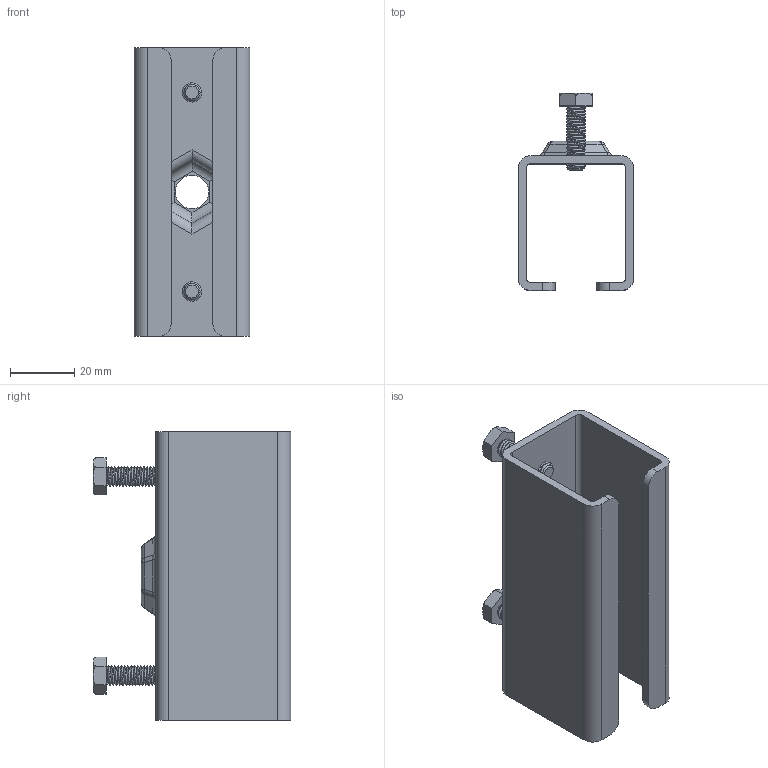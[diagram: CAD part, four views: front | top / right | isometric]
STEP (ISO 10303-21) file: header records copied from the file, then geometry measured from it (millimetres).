
FILE_DESCRIPTION((''),'2;1');
FILE_NAME('3531M.stp','2011-03-15T16:46:07',('Didierr'),(''),'Autodesk Inventor 2011','Autodesk Inventor 2011','');
FILE_SCHEMA(('AUTOMOTIVE_DESIGN { 1 0 10303 214 1 1 1 1 }'));
Length unit declared in the file: millimetre
Products named in the file (5): 3531M; 15301; VIS TH M6x20; vis TH M6x20 helicoidal; vis TH M6x20 corps
Assembly tree (5 placements, depth 3):
  3531M
    15301
    VIS TH M6x20  x2
      vis TH M6x20 helicoidal
      vis TH M6x20 corps
Bounding box: 36 x 61.5 x 90 mm (x, y, z)
Volume: 30586.8 mm3; surface area: 27058.5 mm2
Topology: 5 solids, 5 shells, 113 faces, 263 edges, 164 vertices
Faces by surface type: cylinder 49, plane 44, bspline 10, sphere 6, cone 2, torus 2
Full cylindrical faces by diameter (mm): 4.917 x2, 5 x2, 10.5 x1
Entity records: 4712 total; most frequent: CARTESIAN_POINT 2357, DIRECTION 492, ORIENTED_EDGE 438, EDGE_CURVE 219, AXIS2_PLACEMENT_3D 186, VERTEX_POINT 138, VECTOR 120, LINE 120
